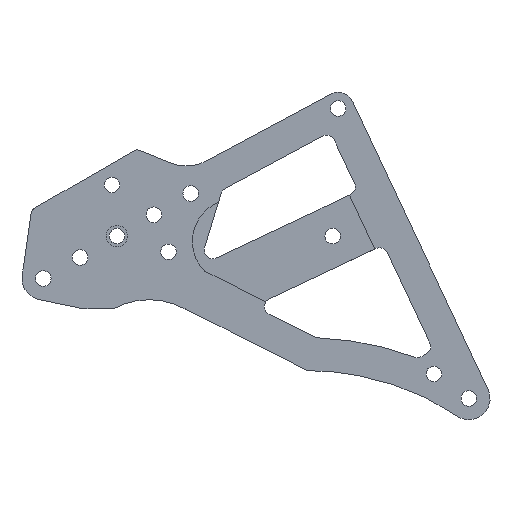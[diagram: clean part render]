
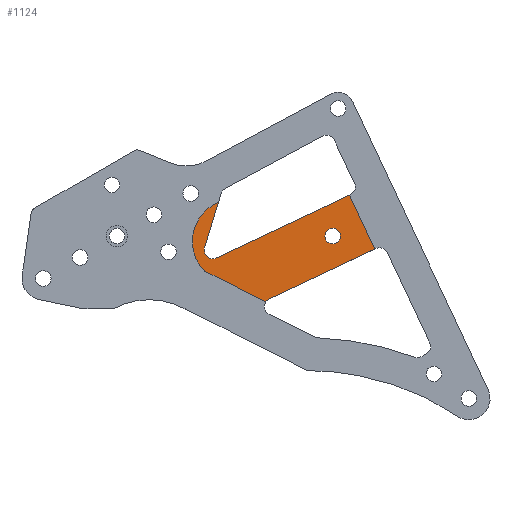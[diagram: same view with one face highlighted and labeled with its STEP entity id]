
A CAD part, left-side view. The second image highlights one B-rep face of the part: STEP entity #1124.
In plain terms, the highlighted planar face has unit normal (-1, 0, 0).
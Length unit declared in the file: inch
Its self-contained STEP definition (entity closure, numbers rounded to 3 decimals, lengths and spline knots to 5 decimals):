
#32=FACE_BOUND('',#163,.T.);
#67=PLANE('',#1215);
#104=FACE_OUTER_BOUND('',#162,.T.);
#162=EDGE_LOOP('',(#842,#843,#844,#845,#846,#847,#848,#849,#850,#851,#852));
#163=EDGE_LOOP('',(#853));
#233=LINE('',#1758,#325);
#241=LINE('',#1783,#333);
#256=LINE('',#1825,#348);
#258=LINE('',#1829,#350);
#262=LINE('',#1835,#354);
#264=LINE('',#1845,#356);
#265=LINE('',#1846,#357);
#325=VECTOR('',#1338,0.3937);
#333=VECTOR('',#1362,0.3937);
#348=VECTOR('',#1401,0.3937);
#350=VECTOR('',#1405,0.3937);
#354=VECTOR('',#1411,0.3937);
#356=VECTOR('',#1423,0.3937);
#357=VECTOR('',#1424,0.3937);
#414=CIRCLE('',#1188,0.1);
#423=CIRCLE('',#1207,0.1);
#426=CIRCLE('',#1214,0.5);
#427=CIRCLE('',#1216,1.);
#428=CIRCLE('',#1217,0.0915);
#485=VERTEX_POINT('',#1744);
#486=VERTEX_POINT('',#1746);
#490=VERTEX_POINT('',#1756);
#498=VERTEX_POINT('',#1780);
#499=VERTEX_POINT('',#1782);
#509=VERTEX_POINT('',#1812);
#510=VERTEX_POINT('',#1813);
#514=VERTEX_POINT('',#1823);
#515=VERTEX_POINT('',#1828);
#518=VERTEX_POINT('',#1839);
#519=VERTEX_POINT('',#1843);
#520=VERTEX_POINT('',#1847);
#603=EDGE_CURVE('',#485,#486,#414,.T.);
#609=EDGE_CURVE('',#485,#490,#233,.T.);
#621=EDGE_CURVE('',#499,#498,#241,.T.);
#636=EDGE_CURVE('',#509,#510,#423,.F.);
#642=EDGE_CURVE('',#510,#514,#256,.T.);
#644=EDGE_CURVE('',#515,#509,#258,.T.);
#648=EDGE_CURVE('',#498,#515,#262,.T.);
#651=EDGE_CURVE('',#514,#518,#426,.T.);
#652=EDGE_CURVE('',#518,#519,#427,.T.);
#653=EDGE_CURVE('',#519,#486,#264,.T.);
#654=EDGE_CURVE('',#490,#499,#265,.T.);
#655=EDGE_CURVE('',#520,#520,#428,.T.);
#842=ORIENTED_EDGE('',*,*,#644,.T.);
#843=ORIENTED_EDGE('',*,*,#636,.T.);
#844=ORIENTED_EDGE('',*,*,#642,.T.);
#845=ORIENTED_EDGE('',*,*,#651,.T.);
#846=ORIENTED_EDGE('',*,*,#652,.T.);
#847=ORIENTED_EDGE('',*,*,#653,.T.);
#848=ORIENTED_EDGE('',*,*,#603,.F.);
#849=ORIENTED_EDGE('',*,*,#609,.T.);
#850=ORIENTED_EDGE('',*,*,#654,.T.);
#851=ORIENTED_EDGE('',*,*,#621,.T.);
#852=ORIENTED_EDGE('',*,*,#648,.T.);
#853=ORIENTED_EDGE('',*,*,#655,.T.);
#1124=ADVANCED_FACE('',(#104,#32),#67,.F.);
#1188=AXIS2_PLACEMENT_3D('',#1747,#1329,#1330);
#1207=AXIS2_PLACEMENT_3D('',#1814,#1391,#1392);
#1214=AXIS2_PLACEMENT_3D('',#1841,#1417,#1418);
#1215=AXIS2_PLACEMENT_3D('',#1842,#1419,#1420);
#1216=AXIS2_PLACEMENT_3D('',#1844,#1421,#1422);
#1217=AXIS2_PLACEMENT_3D('',#1848,#1425,#1426);
#1329=DIRECTION('center_axis',(-1.,0.,0.));
#1330=DIRECTION('ref_axis',(0.,1.,0.013));
#1338=DIRECTION('',(0.,-0.905,0.426));
#1362=DIRECTION('',(0.,0.905,-0.426));
#1391=DIRECTION('center_axis',(-1.,0.,0.));
#1392=DIRECTION('ref_axis',(0.,0.653,-0.757));
#1401=DIRECTION('',(0.,-0.289,0.957));
#1405=DIRECTION('',(0.,0.905,-0.426));
#1411=DIRECTION('',(0.,0.881,-0.473));
#1417=DIRECTION('center_axis',(-1.,0.,0.));
#1418=DIRECTION('ref_axis',(0.,0.725,-0.688));
#1419=DIRECTION('center_axis',(1.,0.,0.));
#1420=DIRECTION('ref_axis',(0.,1.,0.));
#1421=DIRECTION('center_axis',(1.,0.,0.));
#1422=DIRECTION('ref_axis',(0.,-0.429,0.903));
#1423=DIRECTION('',(0.,-0.893,-0.45));
#1424=DIRECTION('',(0.,0.426,0.905));
#1425=DIRECTION('center_axis',(1.,0.,0.));
#1426=DIRECTION('ref_axis',(0.,-1.,0.));
#1744=CARTESIAN_POINT('',(0.8152,6.34115,2.30035));
#1746=CARTESIAN_POINT('',(0.8152,6.38152,2.26569));
#1747=CARTESIAN_POINT('Origin',(0.8152,6.29855,2.20987));
#1756=CARTESIAN_POINT('',(0.8152,5.0986,2.88535));
#1758=CARTESIAN_POINT('',(0.8152,5.44583,2.72187));
#1780=CARTESIAN_POINT('',(0.8152,5.72,3.36863));
#1782=CARTESIAN_POINT('',(0.8152,5.3976,3.52042));
#1783=CARTESIAN_POINT('',(0.8152,5.95692,3.25709));
#1812=CARTESIAN_POINT('',(0.8152,6.96188,2.78128));
#1813=CARTESIAN_POINT('',(0.8152,7.10021,2.90064));
#1814=CARTESIAN_POINT('Origin',(0.8152,7.00447,2.87175));
#1823=CARTESIAN_POINT('',(0.8152,6.93891,3.4352));
#1825=CARTESIAN_POINT('',(0.8152,6.95236,3.39062));
#1828=CARTESIAN_POINT('',(0.8152,5.76074,3.34678));
#1829=CARTESIAN_POINT('',(0.8152,6.67895,2.91448));
#1835=CARTESIAN_POINT('',(0.8152,5.97646,3.23106));
#1839=CARTESIAN_POINT('',(0.8152,7.10641,2.63077));
#1841=CARTESIAN_POINT('Origin',(0.8152,6.74368,2.97489));
#1842=CARTESIAN_POINT('Origin',(0.8152,6.08944,2.92381));
#1843=CARTESIAN_POINT('',(0.8152,7.08513,2.62036));
#1844=CARTESIAN_POINT('Origin',(0.8152,7.53524,1.72738));
#1845=CARTESIAN_POINT('',(0.8152,7.08513,2.62036));
#1846=CARTESIAN_POINT('',(0.8152,4.98549,2.64509));
#1847=CARTESIAN_POINT('',(0.8152,5.6868,3.03835));
#1848=CARTESIAN_POINT('Origin',(0.8152,5.5953,3.03835));
